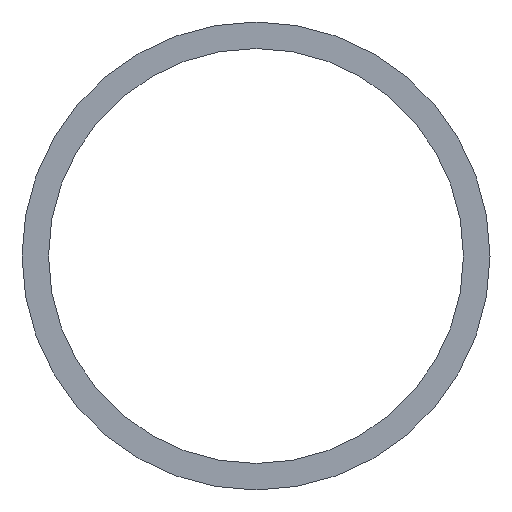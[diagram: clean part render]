
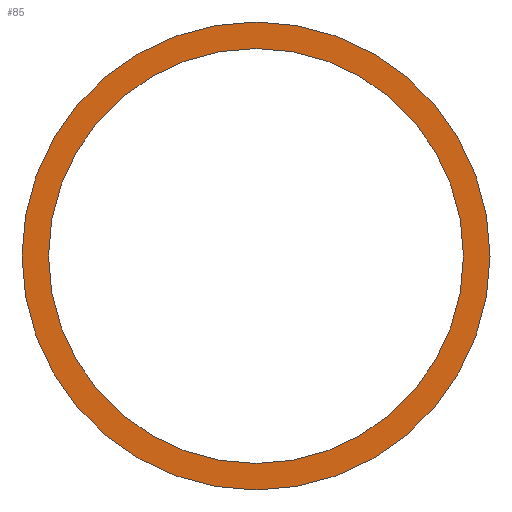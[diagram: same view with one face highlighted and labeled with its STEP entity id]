
A CAD part, left-side view. The second image highlights one B-rep face of the part: STEP entity #85.
In plain terms, the highlighted planar face has unit normal (-1, 0, 0).
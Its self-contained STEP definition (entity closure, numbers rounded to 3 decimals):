
#55 = VERTEX_POINT( '', #127 );
#57 = VERTEX_POINT( '', #129 );
#67 = EDGE_CURVE( '', #55, #99, #139, .T. );
#71 = EDGE_CURVE( '', #99, #55, #143, .T. );
#73 = EDGE_CURVE( '', #95, #57, #145, .T. );
#85 = ADVANCED_FACE( '', ( #159, #160 ), #161, .F. );
#95 = VERTEX_POINT( '', #172 );
#99 = VERTEX_POINT( '', #176 );
#101 = EDGE_CURVE( '', #57, #95, #178, .T. );
#127 = CARTESIAN_POINT( '', ( 0., 0., 225. ) );
#129 = CARTESIAN_POINT( '', ( 0., 0., -199.5 ) );
#139 = CIRCLE( '', #208, 225. );
#143 = CIRCLE( '', #213, 225. );
#145 = CIRCLE( '', #216, 199.5 );
#159 = FACE_OUTER_BOUND( '', #236, .T. );
#160 = FACE_BOUND( '', #237, .T. );
#161 = PLANE( '', #238 );
#172 = CARTESIAN_POINT( '', ( 0., 0., 199.5 ) );
#176 = CARTESIAN_POINT( '', ( 0., 0., -225. ) );
#178 = CIRCLE( '', #261, 199.5 );
#208 = AXIS2_PLACEMENT_3D( '', #286, #287, #288 );
#213 = AXIS2_PLACEMENT_3D( '', #289, #290, #291 );
#216 = AXIS2_PLACEMENT_3D( '', #292, #293, #294 );
#236 = EDGE_LOOP( '', ( #312, #313 ) );
#237 = EDGE_LOOP( '', ( #314, #315 ) );
#238 = AXIS2_PLACEMENT_3D( '', #316, #317, #318 );
#261 = AXIS2_PLACEMENT_3D( '', #332, #333, #334 );
#286 = CARTESIAN_POINT( '', ( 0., 0., 0. ) );
#287 = DIRECTION( '', ( 1., 0., 0. ) );
#288 = DIRECTION( '', ( 0., 0., -1. ) );
#289 = CARTESIAN_POINT( '', ( 0., 0., 0. ) );
#290 = DIRECTION( '', ( 1., 0., 0. ) );
#291 = DIRECTION( '', ( 0., 0., -1. ) );
#292 = CARTESIAN_POINT( '', ( 0., 0., 0. ) );
#293 = DIRECTION( '', ( 1., 0., 0. ) );
#294 = DIRECTION( '', ( 0., 0., -1. ) );
#312 = ORIENTED_EDGE( '', *, *, #71, .F. );
#313 = ORIENTED_EDGE( '', *, *, #67, .F. );
#314 = ORIENTED_EDGE( '', *, *, #101, .T. );
#315 = ORIENTED_EDGE( '', *, *, #73, .T. );
#316 = CARTESIAN_POINT( '', ( 0., 0., 0. ) );
#317 = DIRECTION( '', ( 1., 0., 0. ) );
#318 = DIRECTION( '', ( 0., 0., -1. ) );
#332 = CARTESIAN_POINT( '', ( 0., 0., 0. ) );
#333 = DIRECTION( '', ( 1., 0., 0. ) );
#334 = DIRECTION( '', ( 0., 0., -1. ) );
